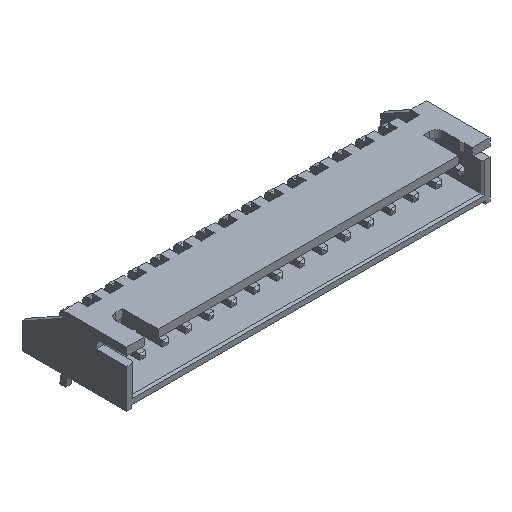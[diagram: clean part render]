
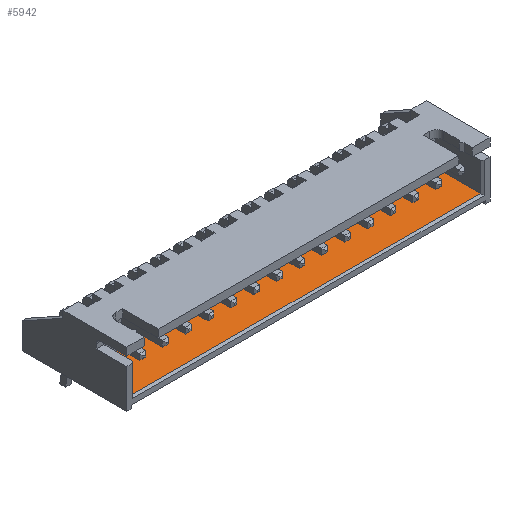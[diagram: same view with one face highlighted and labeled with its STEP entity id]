
A CAD part, isometric view. The second image highlights one B-rep face of the part: STEP entity #5942.
In plain terms, the highlighted planar face has unit normal (0, 0, 1).
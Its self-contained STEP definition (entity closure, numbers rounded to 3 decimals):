
#127 = PLANE('',#128);
#128 = AXIS2_PLACEMENT_3D('',#129,#130,#131);
#129 = CARTESIAN_POINT('',(36.6,-9.2,1.1));
#130 = DIRECTION('',(1.,0.,0.));
#131 = DIRECTION('',(0.,0.,1.));
#206 = PLANE('',#207);
#207 = AXIS2_PLACEMENT_3D('',#208,#209,#210);
#208 = CARTESIAN_POINT('',(-1.6,-9.1,1.));
#209 = DIRECTION('',(0.,-0.707,0.707
));
#210 = DIRECTION('',(1.,0.,0.));
#514 = VERTEX_POINT('',#515);
#515 = CARTESIAN_POINT('',(36.6,-9.,1.1));
#811 = EDGE_CURVE('',#514,#812,#814,.T.);
#812 = VERTEX_POINT('',#813);
#813 = CARTESIAN_POINT('',(36.6,-4.05,1.1));
#814 = SURFACE_CURVE('',#815,(#819,#826),.PCURVE_S1.);
#815 = LINE('',#816,#817);
#816 = CARTESIAN_POINT('',(36.6,-9.2,1.1));
#817 = VECTOR('',#818,1.);
#818 = DIRECTION('',(0.,1.,0.));
#819 = PCURVE('',#127,#820);
#820 = DEFINITIONAL_REPRESENTATION('',(#821),#825);
#821 = LINE('',#822,#823);
#822 = CARTESIAN_POINT('',(0.,0.));
#823 = VECTOR('',#824,1.);
#824 = DIRECTION('',(0.,-1.));
#825 = ( GEOMETRIC_REPRESENTATION_CONTEXT(2)
PARAMETRIC_REPRESENTATION_CONTEXT() REPRESENTATION_CONTEXT('2D SPACE',''
) );
#826 = PCURVE('',#827,#832);
#827 = PLANE('',#828);
#828 = AXIS2_PLACEMENT_3D('',#829,#830,#831);
#829 = CARTESIAN_POINT('',(-1.6,-9.2,1.1));
#830 = DIRECTION('',(0.,0.,-1.));
#831 = DIRECTION('',(1.,0.,0.));
#832 = DEFINITIONAL_REPRESENTATION('',(#833),#837);
#833 = LINE('',#834,#835);
#834 = CARTESIAN_POINT('',(38.2,0.));
#835 = VECTOR('',#836,1.);
#836 = DIRECTION('',(0.,-1.));
#837 = ( GEOMETRIC_REPRESENTATION_CONTEXT(2)
PARAMETRIC_REPRESENTATION_CONTEXT() REPRESENTATION_CONTEXT('2D SPACE',''
) );
#855 = PLANE('',#856);
#856 = AXIS2_PLACEMENT_3D('',#857,#858,#859);
#857 = CARTESIAN_POINT('',(36.6,-4.05,5.25));
#858 = DIRECTION('',(0.,1.,0.));
#859 = DIRECTION('',(1.,0.,0.));
#964 = VERTEX_POINT('',#965);
#965 = CARTESIAN_POINT('',(-1.6,-9.,1.1));
#988 = EDGE_CURVE('',#964,#514,#989,.T.);
#989 = SURFACE_CURVE('',#990,(#994,#1001),.PCURVE_S1.);
#990 = LINE('',#991,#992);
#991 = CARTESIAN_POINT('',(-1.6,-9.,1.1));
#992 = VECTOR('',#993,1.);
#993 = DIRECTION('',(1.,0.,0.));
#994 = PCURVE('',#206,#995);
#995 = DEFINITIONAL_REPRESENTATION('',(#996),#1000);
#996 = LINE('',#997,#998);
#997 = CARTESIAN_POINT('',(0.,0.141));
#998 = VECTOR('',#999,1.);
#999 = DIRECTION('',(1.,0.));
#1000 = ( GEOMETRIC_REPRESENTATION_CONTEXT(2)
PARAMETRIC_REPRESENTATION_CONTEXT() REPRESENTATION_CONTEXT('2D SPACE',''
) );
#1001 = PCURVE('',#827,#1002);
#1002 = DEFINITIONAL_REPRESENTATION('',(#1003),#1007);
#1003 = LINE('',#1004,#1005);
#1004 = CARTESIAN_POINT('',(0.,-0.2));
#1005 = VECTOR('',#1006,1.);
#1006 = DIRECTION('',(1.,0.));
#1007 = ( GEOMETRIC_REPRESENTATION_CONTEXT(2)
PARAMETRIC_REPRESENTATION_CONTEXT() REPRESENTATION_CONTEXT('2D SPACE',''
) );
#1051 = PLANE('',#1052);
#1052 = AXIS2_PLACEMENT_3D('',#1053,#1054,#1055);
#1053 = CARTESIAN_POINT('',(-1.6,-9.2,5.25));
#1054 = DIRECTION('',(-1.,0.,0.));
#1055 = DIRECTION('',(0.,0.,-1.));
#5942 = ADVANCED_FACE('',(#5943),#827,.F.);
#5943 = FACE_BOUND('',#5944,.F.);
#5944 = EDGE_LOOP('',(#5945,#5968,#5989,#5990));
#5945 = ORIENTED_EDGE('',*,*,#5946,.T.);
#5946 = EDGE_CURVE('',#964,#5947,#5949,.T.);
#5947 = VERTEX_POINT('',#5948);
#5948 = CARTESIAN_POINT('',(-1.6,-4.05,1.1));
#5949 = SURFACE_CURVE('',#5950,(#5954,#5961),.PCURVE_S1.);
#5950 = LINE('',#5951,#5952);
#5951 = CARTESIAN_POINT('',(-1.6,-9.2,1.1));
#5952 = VECTOR('',#5953,1.);
#5953 = DIRECTION('',(0.,1.,0.));
#5954 = PCURVE('',#827,#5955);
#5955 = DEFINITIONAL_REPRESENTATION('',(#5956),#5960);
#5956 = LINE('',#5957,#5958);
#5957 = CARTESIAN_POINT('',(0.,0.));
#5958 = VECTOR('',#5959,1.);
#5959 = DIRECTION('',(0.,-1.));
#5960 = ( GEOMETRIC_REPRESENTATION_CONTEXT(2)
PARAMETRIC_REPRESENTATION_CONTEXT() REPRESENTATION_CONTEXT('2D SPACE',''
) );
#5961 = PCURVE('',#1051,#5962);
#5962 = DEFINITIONAL_REPRESENTATION('',(#5963),#5967);
#5963 = LINE('',#5964,#5965);
#5964 = CARTESIAN_POINT('',(4.15,0.));
#5965 = VECTOR('',#5966,1.);
#5966 = DIRECTION('',(0.,-1.));
#5967 = ( GEOMETRIC_REPRESENTATION_CONTEXT(2)
PARAMETRIC_REPRESENTATION_CONTEXT() REPRESENTATION_CONTEXT('2D SPACE',''
) );
#5968 = ORIENTED_EDGE('',*,*,#5969,.T.);
#5969 = EDGE_CURVE('',#5947,#812,#5970,.T.);
#5970 = SURFACE_CURVE('',#5971,(#5975,#5982),.PCURVE_S1.);
#5971 = LINE('',#5972,#5973);
#5972 = CARTESIAN_POINT('',(-1.6,-4.05,1.1));
#5973 = VECTOR('',#5974,1.);
#5974 = DIRECTION('',(1.,0.,0.));
#5975 = PCURVE('',#827,#5976);
#5976 = DEFINITIONAL_REPRESENTATION('',(#5977),#5981);
#5977 = LINE('',#5978,#5979);
#5978 = CARTESIAN_POINT('',(0.,-5.15));
#5979 = VECTOR('',#5980,1.);
#5980 = DIRECTION('',(1.,0.));
#5981 = ( GEOMETRIC_REPRESENTATION_CONTEXT(2)
PARAMETRIC_REPRESENTATION_CONTEXT() REPRESENTATION_CONTEXT('2D SPACE',''
) );
#5982 = PCURVE('',#855,#5983);
#5983 = DEFINITIONAL_REPRESENTATION('',(#5984),#5988);
#5984 = LINE('',#5985,#5986);
#5985 = CARTESIAN_POINT('',(-38.2,4.15));
#5986 = VECTOR('',#5987,1.);
#5987 = DIRECTION('',(1.,0.));
#5988 = ( GEOMETRIC_REPRESENTATION_CONTEXT(2)
PARAMETRIC_REPRESENTATION_CONTEXT() REPRESENTATION_CONTEXT('2D SPACE',''
) );
#5989 = ORIENTED_EDGE('',*,*,#811,.F.);
#5990 = ORIENTED_EDGE('',*,*,#988,.F.);
